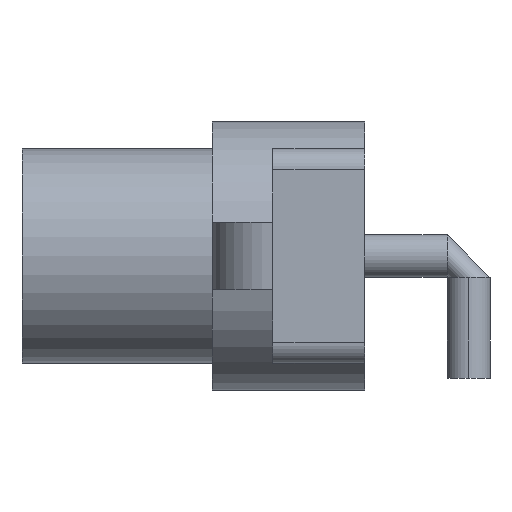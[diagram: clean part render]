
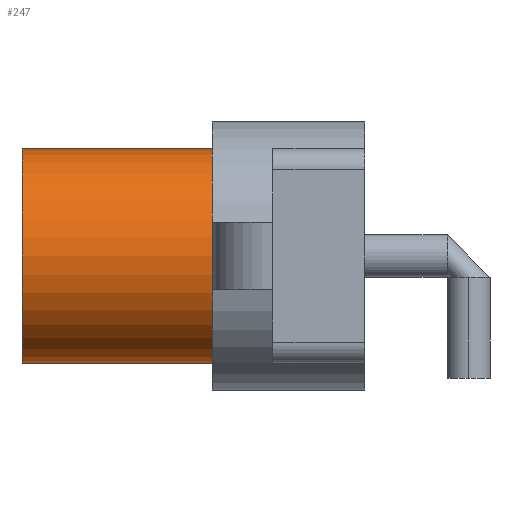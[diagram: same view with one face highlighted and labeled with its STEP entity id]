
A CAD part, left-side view. The second image highlights one B-rep face of the part: STEP entity #247.
In plain terms, the highlighted cylindrical face has radius 1.75 mm (diameter 3.5 mm), a partial arc.
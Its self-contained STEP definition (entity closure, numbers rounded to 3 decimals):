
#38 = EDGE_CURVE ( 'NONE', #2556, #3425, #2666, .T. ) ;
#175 = FACE_OUTER_BOUND ( 'NONE', #296, .T. ) ;
#247 = ADVANCED_FACE ( 'NONE', ( #175 ), #1807, .T. ) ;
#296 = EDGE_LOOP ( 'NONE', ( #5068, #5002, #706, #1632 ) ) ;
#566 = AXIS2_PLACEMENT_3D ( 'NONE', #4275, #4696, #3482 ) ;
#706 = ORIENTED_EDGE ( 'NONE', *, *, #708, .F. ) ;
#708 = EDGE_CURVE ( 'NONE', #1511, #3360, #2171, .T. ) ;
#824 = VECTOR ( 'NONE', #1618, 1000. ) ;
#974 = AXIS2_PLACEMENT_3D ( 'NONE', #4975, #1839, #5031 ) ;
#1151 = DIRECTION ( 'NONE',  ( 0., 1., 0. ) ) ;
#1478 = CARTESIAN_POINT ( 'NONE',  ( -7.78, 5.6, -1.75 ) ) ;
#1511 = VERTEX_POINT ( 'NONE', #5093 ) ;
#1618 = DIRECTION ( 'NONE',  ( 0., -1., 0. ) ) ;
#1632 = ORIENTED_EDGE ( 'NONE', *, *, #2562, .T. ) ;
#1807 = CYLINDRICAL_SURFACE ( 'NONE', #974, 1.75 ) ;
#1839 = DIRECTION ( 'NONE',  ( 0., -1., 0. ) ) ;
#1884 = CARTESIAN_POINT ( 'NONE',  ( -7.78, 2.49, -1.75 ) ) ;
#1918 = DIRECTION ( 'NONE',  ( 0., 0., 1. ) ) ;
#2171 = CIRCLE ( 'NONE', #566, 1.75 ) ;
#2467 = CARTESIAN_POINT ( 'NONE',  ( -7.78, 5.6, 1.75 ) ) ;
#2556 = VERTEX_POINT ( 'NONE', #1884 ) ;
#2562 = EDGE_CURVE ( 'NONE', #1511, #2556, #5054, .T. ) ;
#2666 = CIRCLE ( 'NONE', #3753, 1.75 ) ;
#2761 = LINE ( 'NONE', #3901, #824 ) ;
#3117 = DIRECTION ( 'NONE',  ( 0., -1., 0. ) ) ;
#3360 = VERTEX_POINT ( 'NONE', #2467 ) ;
#3425 = VERTEX_POINT ( 'NONE', #4055 ) ;
#3482 = DIRECTION ( 'NONE',  ( 0., 0., 1. ) ) ;
#3753 = AXIS2_PLACEMENT_3D ( 'NONE', #4403, #1151, #1918 ) ;
#3901 = CARTESIAN_POINT ( 'NONE',  ( -7.78, 5.6, 1.75 ) ) ;
#4055 = CARTESIAN_POINT ( 'NONE',  ( -7.78, 2.49, 1.75 ) ) ;
#4275 = CARTESIAN_POINT ( 'NONE',  ( -7.78, 5.6, 0. ) ) ;
#4403 = CARTESIAN_POINT ( 'NONE',  ( -7.78, 2.49, 0. ) ) ;
#4696 = DIRECTION ( 'NONE',  ( 0., 1., 0. ) ) ;
#4975 = CARTESIAN_POINT ( 'NONE',  ( -7.78, 5.6, 0. ) ) ;
#5002 = ORIENTED_EDGE ( 'NONE', *, *, #5139, .F. ) ;
#5024 = VECTOR ( 'NONE', #3117, 1000. ) ;
#5031 = DIRECTION ( 'NONE',  ( 0., 0., -1. ) ) ;
#5054 = LINE ( 'NONE', #1478, #5024 ) ;
#5068 = ORIENTED_EDGE ( 'NONE', *, *, #38, .T. ) ;
#5093 = CARTESIAN_POINT ( 'NONE',  ( -7.78, 5.6, -1.75 ) ) ;
#5139 = EDGE_CURVE ( 'NONE', #3360, #3425, #2761, .T. ) ;
